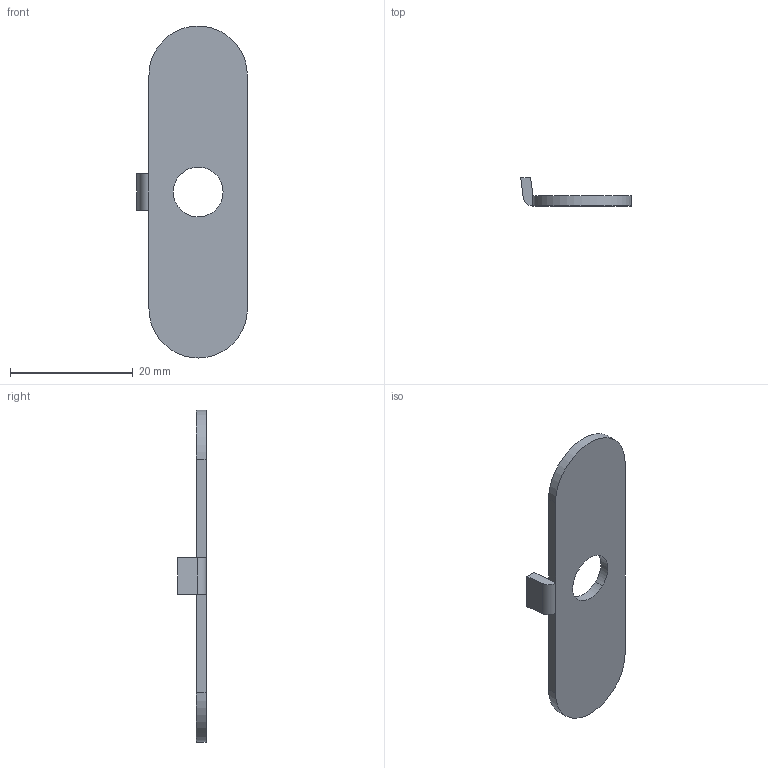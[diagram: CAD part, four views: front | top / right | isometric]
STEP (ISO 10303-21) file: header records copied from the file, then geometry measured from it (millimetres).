
FILE_DESCRIPTION((''),'2;1');
FILE_NAME('','2006-01-16T16:03:52',(''),(''),'','CADfix','');
FILE_SCHEMA(('AUTOMOTIVE_DESIGN'));
Length unit declared in the file: millimetre
Products named in the file (1): base
Bounding box: 18 x 4.6 x 54 mm (x, y, z)
Volume: 1252.9 mm3; surface area: 1822.8 mm2
Topology: 1 solids, 1 shells, 15 faces, 47 edges, 34 vertices
Faces by surface type: bspline 15
Entity records: 703 total; most frequent: CARTESIAN_POINT 400, ORIENTED_EDGE 94, EDGE_CURVE 47, VERTEX_POINT 34, QUASI_UNIFORM_CURVE 25, B_SPLINE_CURVE_WITH_KNOTS 22, EDGE_LOOP 17, FACE_OUTER_BOUND 15
